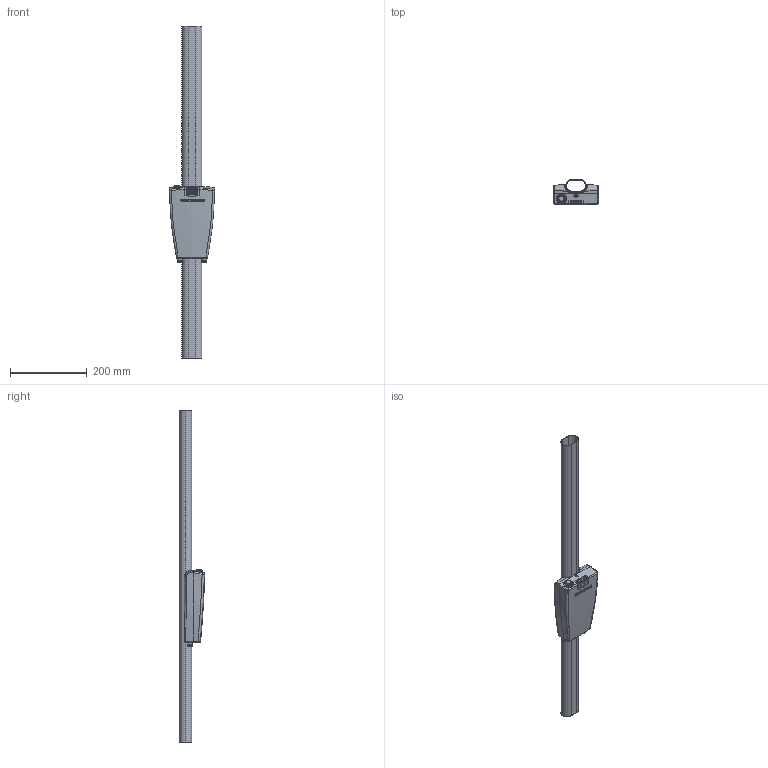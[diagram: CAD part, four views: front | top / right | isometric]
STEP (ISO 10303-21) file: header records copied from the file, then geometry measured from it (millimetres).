
FILE_DESCRIPTION(/* description */ (''),/* implementation_level */ '2;1');
FILE_NAME(/* name */ '9a9e2b64-46bf-48e4-a444-cfc9fb783582.stp',/* time_stamp */ '2016-07-06T13:20:30+00:00',/* author */ (''),/* organization */ (''),/* preprocessor_version */ 'ST-DEVELOPER v16.5',/* originating_system */ 'Autodesk Translation Framework v5.1.0.2740',/* authorisation */ '');
FILE_SCHEMA (('AUTOMOTIVE_DESIGN { 1 0 10303 214 3 1 1 }'));
Length unit declared in the file: centimetre
Products named in the file (8): fabKickBoardElectronicsCase v2; Gehäuse_Unterteil; button; rod; ESC; Antispark; satshakit; Gehäuse_Oberteil_02
Assembly tree (7 placements, depth 2):
  fabKickBoardElectronicsCase v2
    Gehäuse_Unterteil
    button
    rod
    ESC
    Antispark
    satshakit
    Gehäuse_Oberteil_02
Bounding box: 117.95 x 66.13 x 865 mm (x, y, z)
Volume: 365384.5 mm3; surface area: 455477.1 mm2
Topology: 7 solids, 10 shells, 806 faces, 2253 edges, 1457 vertices
Faces by surface type: plane 320, bspline 259, cylinder 173, torus 24, cone 16, sphere 14
Full cylindrical faces by diameter (mm): 1.5 x1, 3 x4, 4 x6, 4.5 x4, 6 x2, 8 x2, 12.099 x1, 13.034 x2, 16.5 x1, 18 x1, 20.5 x1
Entity records: 55938 total; most frequent: CARTESIAN_POINT 36704, ORIENTED_EDGE 4228, DIRECTION 3534, EDGE_CURVE 2169, VERTEX_POINT 1445, AXIS2_PLACEMENT_3D 1335, EDGE_LOOP 929, LINE 864
